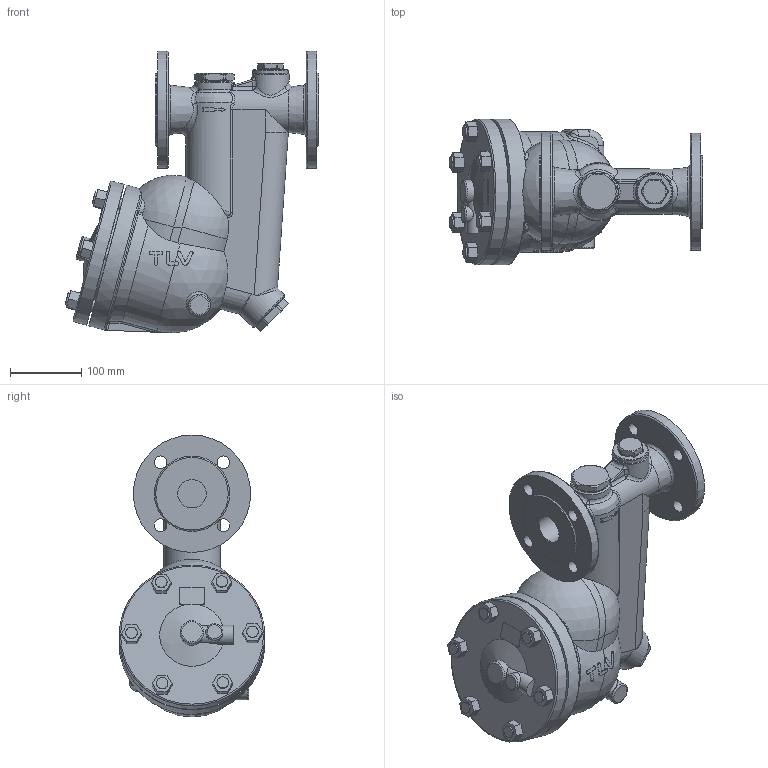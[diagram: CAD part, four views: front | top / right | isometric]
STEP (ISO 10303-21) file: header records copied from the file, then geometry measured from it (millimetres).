
FILE_DESCRIPTION((''),'2;1');
FILE_NAME('kh7nx-050-e0025-00.stp','2011-04-05T19:15:40',('asada'),(''),'Autodesk Inventor 2008','Autodesk Inventor 2008','');
FILE_SCHEMA(('AUTOMOTIVE_DESIGN { 1 0 10303 214 1 1 1 1 }'));
Length unit declared in the file: millimetre
Products named in the file (1): kh7nx-050-e0025-00
Bounding box: 356.95 x 205 x 396.42 mm (x, y, z)
Volume: 8143627.2 mm3; surface area: 424535.5 mm2
Topology: 1 solids, 1 shells, 398 faces, 990 edges, 622 vertices
Faces by surface type: plane 147, cylinder 118, bspline 86, cone 26, sphere 11, torus 10
Full cylindrical faces by diameter (mm): 16 x12, 18 x8, 24 x1, 30 x1, 33 x1, 40 x2, 49.5 x2, 50 x1, 52 x1, 56 x1, 64 x1, 102 x2, 144 x1, 165 x2, 205 x2
Entity records: 19707 total; most frequent: CARTESIAN_POINT 10928, ORIENTED_EDGE 1828, DIRECTION 1718, EDGE_CURVE 914, AXIS2_PLACEMENT_3D 699, VERTEX_POINT 604, EDGE_LOOP 512, FACE_OUTER_BOUND 398
